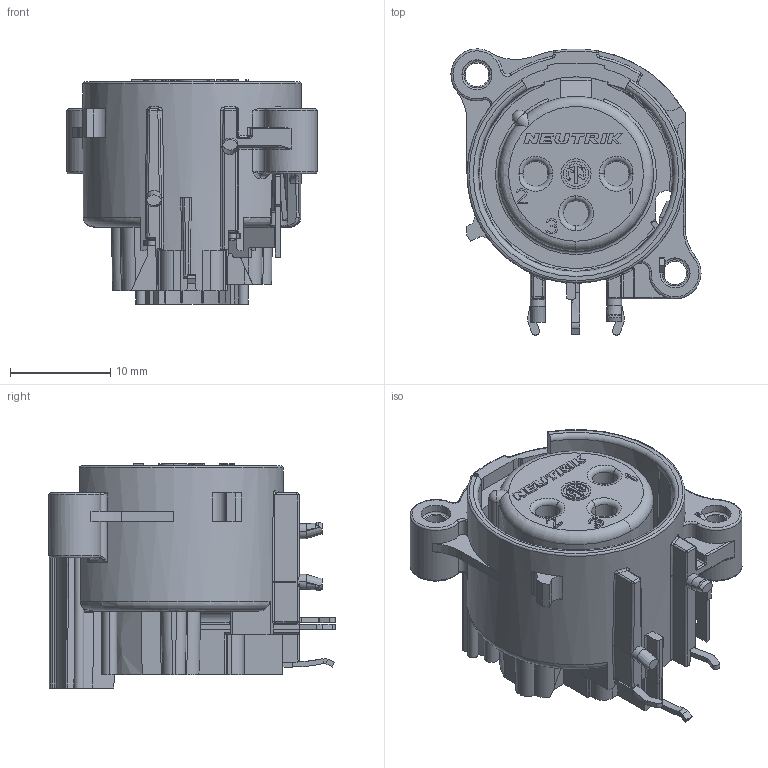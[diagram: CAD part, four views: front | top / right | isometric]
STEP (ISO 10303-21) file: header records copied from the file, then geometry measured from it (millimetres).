
FILE_DESCRIPTION((''),'2;1');
FILE_NAME('30012473','2025-04-17T13:28:51',('SYSTEM'),(''),'CREO PARAMETRIC BY PTC INC, 2023424','CREO PARAMETRIC BY PTC INC, 2023424','');
FILE_SCHEMA(('CONFIG_CONTROL_DESIGN'));
Length unit declared in the file: millimetre
Products named in the file (1): 30012473
Bounding box: 25 x 28.6 x 22.4 mm (x, y, z)
Volume: 5866.4 mm3; surface area: 4774.6 mm2
Topology: 1 solids, 1 shells, 871 faces, 2399 edges, 1530 vertices
Faces by surface type: plane 450, cylinder 268, bspline 60, torus 56, sphere 20, cone 14, extrusion 3
Entity records: 30561 total; most frequent: CARTESIAN_POINT 8714, ORIENTED_EDGE 4792, DIRECTION 4311, EDGE_CURVE 2396, VERTEX_POINT 1530, AXIS2_PLACEMENT_3D 1447, VECTOR 1417, LINE 1414
